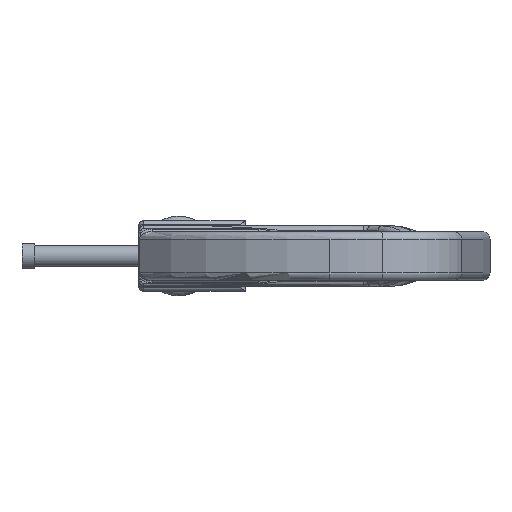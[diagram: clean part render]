
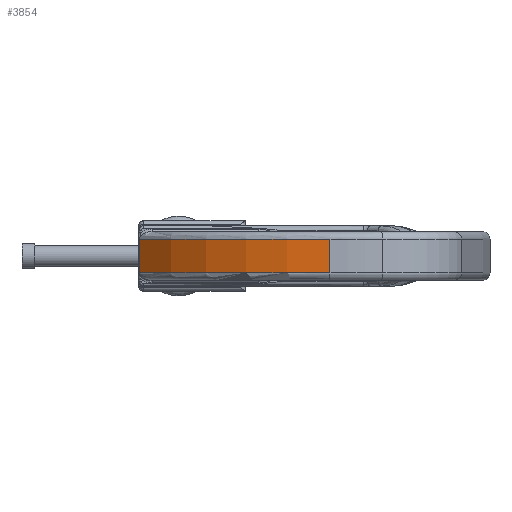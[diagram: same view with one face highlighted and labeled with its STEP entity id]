
A CAD part, left-side view. The second image highlights one B-rep face of the part: STEP entity #3854.
In plain terms, the highlighted cylindrical face has radius 100 mm (diameter 200 mm), a partial arc.
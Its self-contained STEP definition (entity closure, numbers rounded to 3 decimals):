
#3158 = VERTEX_POINT ( 'NONE', #9056 ) ;
#3239 = VERTEX_POINT ( 'NONE', #9143 ) ;
#3386 = EDGE_CURVE ( 'NONE', #3239, #3158, #9655, .T. ) ;
#3842 = VERTEX_POINT ( 'NONE', #10560 ) ;
#3846 = EDGE_CURVE ( 'NONE', #3856, #3847, #10592, .T. ) ;
#3847 = VERTEX_POINT ( 'NONE', #10591 ) ;
#3848 = ORIENTED_EDGE ( 'NONE', *, *, #3849, .T. ) ;
#3849 = EDGE_CURVE ( 'NONE', #3847, #3842, #10563, .T. ) ;
#3854 = ADVANCED_FACE ( 'NONE', ( #10551 ), #10550, .T. ) ;
#3855 = ORIENTED_EDGE ( 'NONE', *, *, #3386, .F. ) ;
#3856 = VERTEX_POINT ( 'NONE', #10644 ) ;
#3861 = VERTEX_POINT ( 'NONE', #10611 ) ;
#3862 = ORIENTED_EDGE ( 'NONE', *, *, #3863, .T. ) ;
#3863 = EDGE_CURVE ( 'NONE', #3861, #3158, #10610, .T. ) ;
#3864 = ORIENTED_EDGE ( 'NONE', *, *, #3895, .T. ) ;
#3865 = ORIENTED_EDGE ( 'NONE', *, *, #3866, .T. ) ;
#3866 = EDGE_CURVE ( 'NONE', #3891, #3861, #10669, .T. ) ;
#3868 = ORIENTED_EDGE ( 'NONE', *, *, #3846, .T. ) ;
#3889 = ORIENTED_EDGE ( 'NONE', *, *, #3890, .T. ) ;
#3890 = EDGE_CURVE ( 'NONE', #3896, #3891, #10721, .T. ) ;
#3891 = VERTEX_POINT ( 'NONE', #10785 ) ;
#3892 = ORIENTED_EDGE ( 'NONE', *, *, #3893, .T. ) ;
#3893 = EDGE_CURVE ( 'NONE', #3239, #3856, #10768, .T. ) ;
#3894 = EDGE_LOOP ( 'NONE', ( #3855, #3892, #3868, #3848, #3864, #3889, #3865, #3862 ) ) ;
#3895 = EDGE_CURVE ( 'NONE', #3842, #3896, #10770, .T. ) ;
#3896 = VERTEX_POINT ( 'NONE', #10709 ) ;
#9056 = CARTESIAN_POINT ( 'NONE',  ( -130.399, 13.906, -6.5 ) ) ;
#9143 = CARTESIAN_POINT ( 'NONE',  ( -130.399, 13.906, 6.5 ) ) ;
#9570 = DIRECTION ( 'NONE',  ( 0., 0., -1. ) ) ;
#9571 = VECTOR ( 'NONE', #9570, 1000. ) ;
#9572 = CARTESIAN_POINT ( 'NONE',  ( -130.399, 13.906, 7.5 ) ) ;
#9655 = LINE ( 'NONE', #9572, #9571 ) ;
#10545 = CARTESIAN_POINT ( 'NONE',  ( -97.296, 88.235, 6.458 ) ) ;
#10546 = CARTESIAN_POINT ( 'NONE',  ( -97.297, 88.234, 6.46 ) ) ;
#10547 = CARTESIAN_POINT ( 'NONE',  ( -97.299, 88.232, 6.462 ) ) ;
#10548 = CARTESIAN_POINT ( 'NONE',  ( -97.3, 88.231, 6.465 ) ) ;
#10549 = AXIS2_PLACEMENT_3D ( 'NONE', #10643, #10642, #10641 ) ;
#10550 = CYLINDRICAL_SURFACE ( 'NONE', #10549, 100. ) ;
#10551 = FACE_OUTER_BOUND ( 'NONE', #3894, .T. ) ;
#10560 = CARTESIAN_POINT ( 'NONE',  ( -97.286, 88.243, 6.453 ) ) ;
#10562 = CARTESIAN_POINT ( 'NONE',  ( -97.301, 88.23, 6.467 ) ) ;
#10563 = B_SPLINE_CURVE_WITH_KNOTS ( 'NONE', 3,
 ( #10562, #10548, #10547, #10546, #10545, #10656, #10655, #10654, #10653, #10652, #10651, #10650, #10649 ),
 .UNSPECIFIED., .F., .F.,
 ( 4, 3, 3, 3, 4 ),
 ( 0., 0., 0., 0., 0. ),
 .UNSPECIFIED. ) ;
#10564 = CARTESIAN_POINT ( 'NONE',  ( -97.301, 88.23, 6.467 ) ) ;
#10576 = CARTESIAN_POINT ( 'NONE',  ( -97.315, 88.218, -6.5 ) ) ;
#10577 = CARTESIAN_POINT ( 'NONE',  ( -97.31, 88.222, -6.489 ) ) ;
#10578 = CARTESIAN_POINT ( 'NONE',  ( -97.305, 88.226, -6.478 ) ) ;
#10588 = CARTESIAN_POINT ( 'NONE',  ( -97.305, 88.226, 6.478 ) ) ;
#10589 = CARTESIAN_POINT ( 'NONE',  ( -97.31, 88.222, 6.489 ) ) ;
#10590 = CARTESIAN_POINT ( 'NONE',  ( -97.315, 88.218, 6.5 ) ) ;
#10591 = CARTESIAN_POINT ( 'NONE',  ( -97.301, 88.23, 6.467 ) ) ;
#10592 = B_SPLINE_CURVE_WITH_KNOTS ( 'NONE', 3,
 ( #10590, #10589, #10588, #10564 ),
 .UNSPECIFIED., .F., .F.,
 ( 4, 4 ),
 ( 0., 0. ),
 .UNSPECIFIED. ) ;
#10607 = DIRECTION ( 'NONE',  ( 0., 0., 1. ) ) ;
#10608 = CARTESIAN_POINT ( 'NONE',  ( -30.399, 13.906, -6.5 ) ) ;
#10609 = AXIS2_PLACEMENT_3D ( 'NONE', #10608, #10607, #10671 ) ;
#10610 = CIRCLE ( 'NONE', #10609, 100. ) ;
#10611 = CARTESIAN_POINT ( 'NONE',  ( -97.315, 88.218, -6.5 ) ) ;
#10641 = DIRECTION ( 'NONE',  ( -1., 0., 0. ) ) ;
#10642 = DIRECTION ( 'NONE',  ( 0., 0., -1. ) ) ;
#10643 = CARTESIAN_POINT ( 'NONE',  ( -30.399, 13.906, 7.5 ) ) ;
#10644 = CARTESIAN_POINT ( 'NONE',  ( -97.315, 88.218, 6.5 ) ) ;
#10649 = CARTESIAN_POINT ( 'NONE',  ( -97.286, 88.243, 6.453 ) ) ;
#10650 = CARTESIAN_POINT ( 'NONE',  ( -97.287, 88.243, 6.453 ) ) ;
#10651 = CARTESIAN_POINT ( 'NONE',  ( -97.288, 88.242, 6.453 ) ) ;
#10652 = CARTESIAN_POINT ( 'NONE',  ( -97.288, 88.241, 6.453 ) ) ;
#10653 = CARTESIAN_POINT ( 'NONE',  ( -97.29, 88.24, 6.453 ) ) ;
#10654 = CARTESIAN_POINT ( 'NONE',  ( -97.291, 88.239, 6.454 ) ) ;
#10655 = CARTESIAN_POINT ( 'NONE',  ( -97.292, 88.238, 6.455 ) ) ;
#10656 = CARTESIAN_POINT ( 'NONE',  ( -97.294, 88.236, 6.456 ) ) ;
#10668 = CARTESIAN_POINT ( 'NONE',  ( -97.301, 88.23, -6.467 ) ) ;
#10669 = B_SPLINE_CURVE_WITH_KNOTS ( 'NONE', 3,
 ( #10668, #10578, #10577, #10576 ),
 .UNSPECIFIED., .F., .F.,
 ( 4, 4 ),
 ( 0.002, 0.002 ),
 .UNSPECIFIED. ) ;
#10671 = DIRECTION ( 'NONE',  ( -1., 0., 0. ) ) ;
#10700 = DIRECTION ( 'NONE',  ( 1., 0., 0. ) ) ;
#10701 = DIRECTION ( 'NONE',  ( 0., 0., -1. ) ) ;
#10702 = CARTESIAN_POINT ( 'NONE',  ( -30.399, 13.906, 6.5 ) ) ;
#10707 = CARTESIAN_POINT ( 'NONE',  ( -97.29, 88.24, -6.454 ) ) ;
#10708 = CARTESIAN_POINT ( 'NONE',  ( -97.289, 88.241, -6.453 ) ) ;
#10709 = CARTESIAN_POINT ( 'NONE',  ( -97.286, 88.243, -6.453 ) ) ;
#10710 = DIRECTION ( 'NONE',  ( 0., 0., -1. ) ) ;
#10711 = VECTOR ( 'NONE', #10710, 1000. ) ;
#10721 = B_SPLINE_CURVE_WITH_KNOTS ( 'NONE', 3,
 ( #10753, #10752, #10708, #10707, #10813, #10812, #10764, #10763, #10825, #10824, #10732, #10731, #10786 ),
 .UNSPECIFIED., .F., .F.,
 ( 4, 3, 3, 3, 4 ),
 ( 0., 0., 0., 0., 0. ),
 .UNSPECIFIED. ) ;
#10731 = CARTESIAN_POINT ( 'NONE',  ( -97.3, 88.231, -6.466 ) ) ;
#10732 = CARTESIAN_POINT ( 'NONE',  ( -97.3, 88.231, -6.464 ) ) ;
#10752 = CARTESIAN_POINT ( 'NONE',  ( -97.288, 88.242, -6.453 ) ) ;
#10753 = CARTESIAN_POINT ( 'NONE',  ( -97.286, 88.243, -6.453 ) ) ;
#10763 = CARTESIAN_POINT ( 'NONE',  ( -97.296, 88.235, -6.458 ) ) ;
#10764 = CARTESIAN_POINT ( 'NONE',  ( -97.294, 88.236, -6.456 ) ) ;
#10765 = AXIS2_PLACEMENT_3D ( 'NONE', #10702, #10701, #10700 ) ;
#10768 = CIRCLE ( 'NONE', #10765, 100. ) ;
#10769 = CARTESIAN_POINT ( 'NONE',  ( -97.286, 88.243, 7.5 ) ) ;
#10770 = LINE ( 'NONE', #10769, #10711 ) ;
#10785 = CARTESIAN_POINT ( 'NONE',  ( -97.301, 88.23, -6.467 ) ) ;
#10786 = CARTESIAN_POINT ( 'NONE',  ( -97.301, 88.23, -6.467 ) ) ;
#10812 = CARTESIAN_POINT ( 'NONE',  ( -97.293, 88.237, -6.455 ) ) ;
#10813 = CARTESIAN_POINT ( 'NONE',  ( -97.292, 88.239, -6.454 ) ) ;
#10824 = CARTESIAN_POINT ( 'NONE',  ( -97.299, 88.232, -6.463 ) ) ;
#10825 = CARTESIAN_POINT ( 'NONE',  ( -97.297, 88.233, -6.46 ) ) ;
